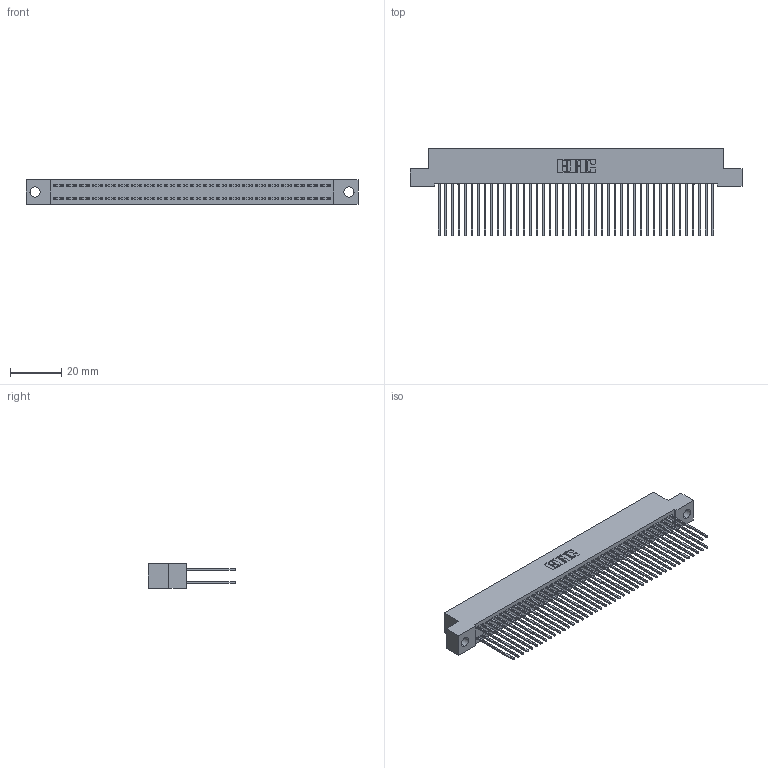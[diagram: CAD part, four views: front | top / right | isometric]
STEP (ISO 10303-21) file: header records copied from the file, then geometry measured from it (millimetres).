
FILE_DESCRIPTION (( 'STEP AP203' ), '1' );
FILE_NAME ('342-086-541-204.STEP', '2019-10-04T13:11:30', ( '' ), ( '' ), 'SwSTEP 2.0', 'SolidWorks 2016', '' );
FILE_SCHEMA (( 'CONFIG_CONTROL_DESIGN' ));
Length unit declared in the file: inch
Products named in the file (3): 342 Part_.156 TH; 345-292-001_345-293-141; 342-086-541-204
Assembly tree (87 placements, depth 2):
  342-086-541-204
    342 Part_.156 TH
    345-292-001_345-293-141  x86
Bounding box: 129.54 x 34.3 x 9.4 mm (x, y, z)
Volume: 12050.2 mm3; surface area: 21694.7 mm2
Topology: 87 solids, 87 shells, 4582 faces, 13629 edges, 8970 vertices
Faces by surface type: plane 3162, cylinder 1420
Entity records: 27423 total; most frequent: CARTESIAN_POINT 4542, ORIENTED_EDGE 4478, DIRECTION 3879, EDGE_CURVE 2239, LINE 2111, VECTOR 2111, VERTEX_POINT 1490, AXIS2_PLACEMENT_3D 884
